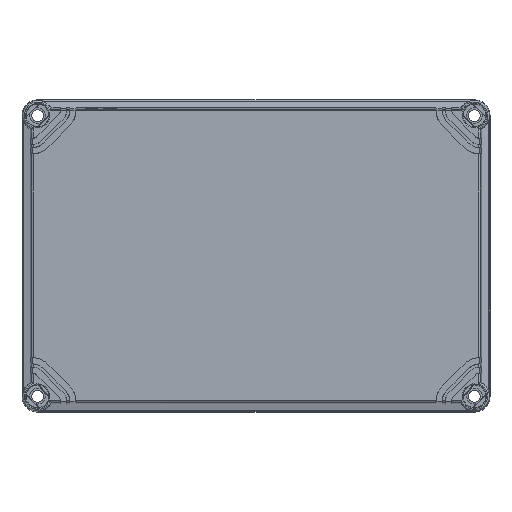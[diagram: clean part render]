
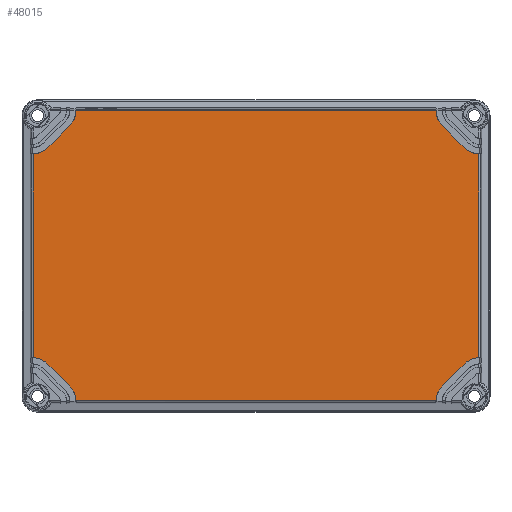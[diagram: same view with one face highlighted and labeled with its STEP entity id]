
A CAD part, top view. The second image highlights one B-rep face of the part: STEP entity #48015.
In plain terms, the highlighted planar face has unit normal (0, 0, 1).
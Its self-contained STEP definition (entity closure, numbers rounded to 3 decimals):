
#44552=AXIS2_PLACEMENT_3D('Circle Axis2P3D',#44550,#44551,$) ;
#45095=AXIS2_PLACEMENT_3D('Circle Axis2P3D',#45093,#45094,$) ;
#45455=AXIS2_PLACEMENT_3D('Circle Axis2P3D',#45453,#45454,$) ;
#45604=AXIS2_PLACEMENT_3D('Circle Axis2P3D',#45602,#45603,$) ;
#47793=AXIS2_PLACEMENT_3D('Circle Axis2P3D',#47791,#47792,$) ;
#47846=AXIS2_PLACEMENT_3D('Circle Axis2P3D',#47844,#47845,$) ;
#47952=AXIS2_PLACEMENT_3D('Plane Axis2P3D',#47949,#47950,#47951) ;
#47963=AXIS2_PLACEMENT_3D('Circle Axis2P3D',#47961,#47962,$) ;
#47977=AXIS2_PLACEMENT_3D('Circle Axis2P3D',#47975,#47976,$) ;
#44550=CARTESIAN_POINT('Axis2P3D Location',(20.654,6.7,132.)) ;
#44554=CARTESIAN_POINT('Vertex',(34.647,7.149,132.)) ;
#44556=CARTESIAN_POINT('Vertex',(30.553,16.599,132.)) ;
#44595=CARTESIAN_POINT('Vertex',(265.353,7.149,132.)) ;
#44598=CARTESIAN_POINT('Line Origine',(17.681,7.149,132.)) ;
#45090=CARTESIAN_POINT('Vertex',(269.447,16.599,132.)) ;
#45093=CARTESIAN_POINT('Axis2P3D Location',(279.346,6.7,132.)) ;
#45450=CARTESIAN_POINT('Vertex',(30.553,183.401,132.)) ;
#45453=CARTESIAN_POINT('Axis2P3D Location',(20.654,193.3,132.)) ;
#45457=CARTESIAN_POINT('Vertex',(34.647,192.851,132.)) ;
#45484=CARTESIAN_POINT('Vertex',(265.353,192.851,132.)) ;
#45487=CARTESIAN_POINT('Line Origine',(282.319,192.851,132.)) ;
#45602=CARTESIAN_POINT('Axis2P3D Location',(279.346,193.3,132.)) ;
#45606=CARTESIAN_POINT('Vertex',(269.447,183.401,132.)) ;
#47788=CARTESIAN_POINT('Vertex',(16.599,30.553,132.)) ;
#47791=CARTESIAN_POINT('Axis2P3D Location',(6.7,20.654,132.)) ;
#47795=CARTESIAN_POINT('Vertex',(7.149,34.647,132.)) ;
#47822=CARTESIAN_POINT('Vertex',(7.149,165.353,132.)) ;
#47825=CARTESIAN_POINT('Line Origine',(7.149,182.319,132.)) ;
#47844=CARTESIAN_POINT('Axis2P3D Location',(6.7,179.346,132.)) ;
#47848=CARTESIAN_POINT('Vertex',(16.599,169.447,132.)) ;
#47949=CARTESIAN_POINT('Axis2P3D Location',(150.,100.,132.)) ;
#47954=CARTESIAN_POINT('Line Origine',(276.424,23.576,132.)) ;
#47958=CARTESIAN_POINT('Vertex',(283.401,30.553,132.)) ;
#47961=CARTESIAN_POINT('Axis2P3D Location',(293.3,20.654,132.)) ;
#47965=CARTESIAN_POINT('Vertex',(292.851,34.647,132.)) ;
#47968=CARTESIAN_POINT('Line Origine',(292.851,100.,132.)) ;
#47972=CARTESIAN_POINT('Vertex',(292.851,165.353,132.)) ;
#47975=CARTESIAN_POINT('Axis2P3D Location',(293.3,179.346,132.)) ;
#47979=CARTESIAN_POINT('Vertex',(283.401,169.447,132.)) ;
#47982=CARTESIAN_POINT('Line Origine',(276.424,176.424,132.)) ;
#47987=CARTESIAN_POINT('Line Origine',(23.576,176.424,132.)) ;
#47992=CARTESIAN_POINT('Line Origine',(23.576,23.576,132.)) ;
#44551=DIRECTION('Axis2P3D Direction',(0.,0.,1.)) ;
#44599=DIRECTION('Vector Direction',(1.,0.,0.)) ;
#45094=DIRECTION('Axis2P3D Direction',(0.,0.,1.)) ;
#45454=DIRECTION('Axis2P3D Direction',(0.,0.,1.)) ;
#45488=DIRECTION('Vector Direction',(-1.,0.,0.)) ;
#45603=DIRECTION('Axis2P3D Direction',(0.,0.,1.)) ;
#47792=DIRECTION('Axis2P3D Direction',(0.,0.,1.)) ;
#47826=DIRECTION('Vector Direction',(0.,-1.,0.)) ;
#47845=DIRECTION('Axis2P3D Direction',(0.,0.,1.)) ;
#47950=DIRECTION('Axis2P3D Direction',(0.,0.,1.)) ;
#47951=DIRECTION('Axis2P3D XDirection',(1.,0.,0.)) ;
#47955=DIRECTION('Vector Direction',(-0.707,-0.707,0.)) ;
#47962=DIRECTION('Axis2P3D Direction',(0.,0.,1.)) ;
#47969=DIRECTION('Vector Direction',(0.,1.,0.)) ;
#47976=DIRECTION('Axis2P3D Direction',(0.,0.,1.)) ;
#47983=DIRECTION('Vector Direction',(0.707,-0.707,0.)) ;
#47988=DIRECTION('Vector Direction',(0.707,0.707,0.)) ;
#47993=DIRECTION('Vector Direction',(-0.707,0.707,0.)) ;
#44600=VECTOR('Line Direction',#44599,1.) ;
#45489=VECTOR('Line Direction',#45488,1.) ;
#47827=VECTOR('Line Direction',#47826,1.) ;
#47956=VECTOR('Line Direction',#47955,1.) ;
#47970=VECTOR('Line Direction',#47969,1.) ;
#47984=VECTOR('Line Direction',#47983,1.) ;
#47989=VECTOR('Line Direction',#47988,1.) ;
#47994=VECTOR('Line Direction',#47993,1.) ;
#47998=ORIENTED_EDGE('',*,*,#45097,.F.) ;
#47999=ORIENTED_EDGE('',*,*,#47960,.F.) ;
#48000=ORIENTED_EDGE('',*,*,#47967,.F.) ;
#48001=ORIENTED_EDGE('',*,*,#47974,.T.) ;
#48002=ORIENTED_EDGE('',*,*,#47981,.F.) ;
#48003=ORIENTED_EDGE('',*,*,#47986,.F.) ;
#48004=ORIENTED_EDGE('',*,*,#45608,.F.) ;
#48005=ORIENTED_EDGE('',*,*,#45491,.F.) ;
#48006=ORIENTED_EDGE('',*,*,#45459,.F.) ;
#48007=ORIENTED_EDGE('',*,*,#47991,.F.) ;
#48008=ORIENTED_EDGE('',*,*,#47850,.F.) ;
#48009=ORIENTED_EDGE('',*,*,#47829,.T.) ;
#48010=ORIENTED_EDGE('',*,*,#47797,.F.) ;
#48011=ORIENTED_EDGE('',*,*,#47996,.F.) ;
#48012=ORIENTED_EDGE('',*,*,#44558,.F.) ;
#48013=ORIENTED_EDGE('',*,*,#44602,.T.) ;
#48015=ADVANCED_FACE('DE_FPC_20-30-13\\MANIFOLD_SOLID_BREP #96274',(#48014),#47953,.T.) ;
#44553=CIRCLE('generated circle',#44552,14.) ;
#45096=CIRCLE('generated circle',#45095,14.) ;
#45456=CIRCLE('generated circle',#45455,14.) ;
#45605=CIRCLE('generated circle',#45604,14.) ;
#47794=CIRCLE('generated circle',#47793,14.) ;
#47847=CIRCLE('generated circle',#47846,14.) ;
#47964=CIRCLE('generated circle',#47963,14.) ;
#47978=CIRCLE('generated circle',#47977,14.) ;
#44558=EDGE_CURVE('',#44555,#44557,#44553,.T.) ;
#44602=EDGE_CURVE('',#44555,#44596,#44601,.T.) ;
#45097=EDGE_CURVE('',#45091,#44596,#45096,.T.) ;
#45459=EDGE_CURVE('',#45451,#45458,#45456,.T.) ;
#45491=EDGE_CURVE('',#45458,#45485,#45490,.F.) ;
#45608=EDGE_CURVE('',#45485,#45607,#45605,.T.) ;
#47797=EDGE_CURVE('',#47789,#47796,#47794,.T.) ;
#47829=EDGE_CURVE('',#47823,#47796,#47828,.T.) ;
#47850=EDGE_CURVE('',#47823,#47849,#47847,.T.) ;
#47960=EDGE_CURVE('',#47959,#45091,#47957,.T.) ;
#47967=EDGE_CURVE('',#47966,#47959,#47964,.T.) ;
#47974=EDGE_CURVE('',#47966,#47973,#47971,.T.) ;
#47981=EDGE_CURVE('',#47980,#47973,#47978,.T.) ;
#47986=EDGE_CURVE('',#45607,#47980,#47985,.T.) ;
#47991=EDGE_CURVE('',#47849,#45451,#47990,.T.) ;
#47996=EDGE_CURVE('',#44557,#47789,#47995,.T.) ;
#47997=EDGE_LOOP('',(#47998,#47999,#48000,#48001,#48002,#48003,#48004,#48005,#48006,#48007,#48008,#48009,#48010,#48011,#48012,#48013)) ;
#48014=FACE_OUTER_BOUND('',#47997,.T.) ;
#44601=LINE('Line',#44598,#44600) ;
#45490=LINE('Line',#45487,#45489) ;
#47828=LINE('Line',#47825,#47827) ;
#47957=LINE('Line',#47954,#47956) ;
#47971=LINE('Line',#47968,#47970) ;
#47985=LINE('Line',#47982,#47984) ;
#47990=LINE('Line',#47987,#47989) ;
#47995=LINE('Line',#47992,#47994) ;
#47953=PLANE('',#47952) ;
#44555=VERTEX_POINT('',#44554) ;
#44557=VERTEX_POINT('',#44556) ;
#44596=VERTEX_POINT('',#44595) ;
#45091=VERTEX_POINT('',#45090) ;
#45451=VERTEX_POINT('',#45450) ;
#45458=VERTEX_POINT('',#45457) ;
#45485=VERTEX_POINT('',#45484) ;
#45607=VERTEX_POINT('',#45606) ;
#47789=VERTEX_POINT('',#47788) ;
#47796=VERTEX_POINT('',#47795) ;
#47823=VERTEX_POINT('',#47822) ;
#47849=VERTEX_POINT('',#47848) ;
#47959=VERTEX_POINT('',#47958) ;
#47966=VERTEX_POINT('',#47965) ;
#47973=VERTEX_POINT('',#47972) ;
#47980=VERTEX_POINT('',#47979) ;
